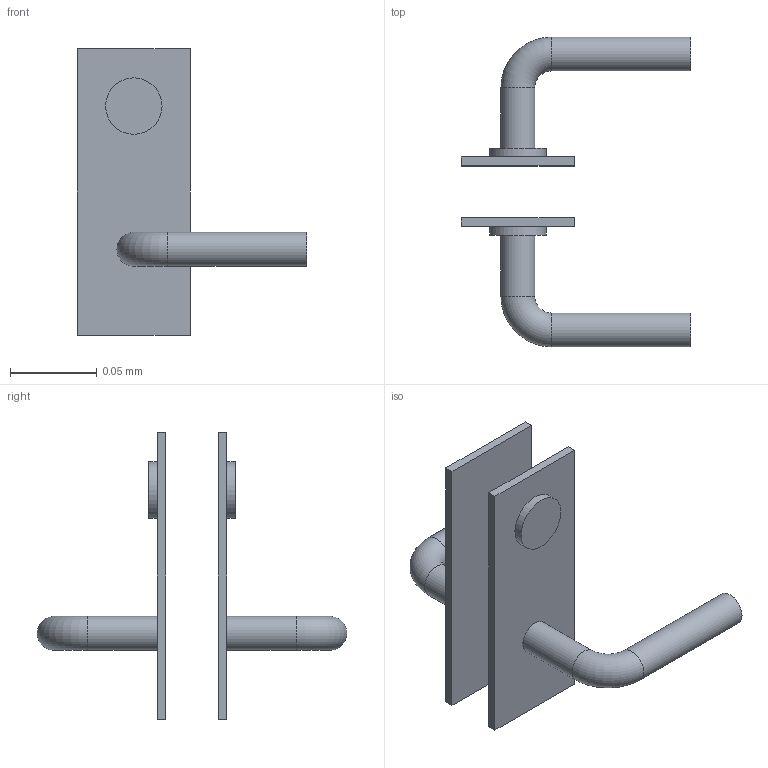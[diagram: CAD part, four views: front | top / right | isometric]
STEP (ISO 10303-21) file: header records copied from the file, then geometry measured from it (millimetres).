
FILE_DESCRIPTION(('Open CASCADE Model'),'2;1');
FILE_NAME('Open CASCADE Shape Model','2018-09-27T01:05:46',('Author'),( 'Open CASCADE'),'Open CASCADE STEP processor 6.9','Open CASCADE 6.9' ,'Unknown');
FILE_SCHEMA(('AUTOMOTIVE_DESIGN { 1 0 10303 214 1 1 1 1 }'));
Length unit declared in the file: millimetre
Products named in the file (10): occActiveX 1; occActiveX 2; occActiveX 3; occActiveX 4; occActiveX 5; occActiveX 6; occActiveX 7; occActiveX 8; occActiveX 9; occActiveX 10
Bounding box: 0.13 x 0.18 x 0.17 mm (x, y, z)
Volume: 0 mm3; surface area: 0.1 mm2
Topology: 10 solids, 10 shells, 36 faces, 48 edges, 32 vertices
Faces by surface type: plane 28, cylinder 6, torus 2
Full cylindrical faces by diameter (mm): 0.019 x4, 0.033 x2
Entity records: 832 total; most frequent: DIRECTION 140, CARTESIAN_POINT 117, ORIENTED_EDGE 96, AXIS2_PLACEMENT_3D 55, EDGE_CURVE 48, ADVANCED_FACE 36, FACE_BOUND 36, EDGE_LOOP 36
